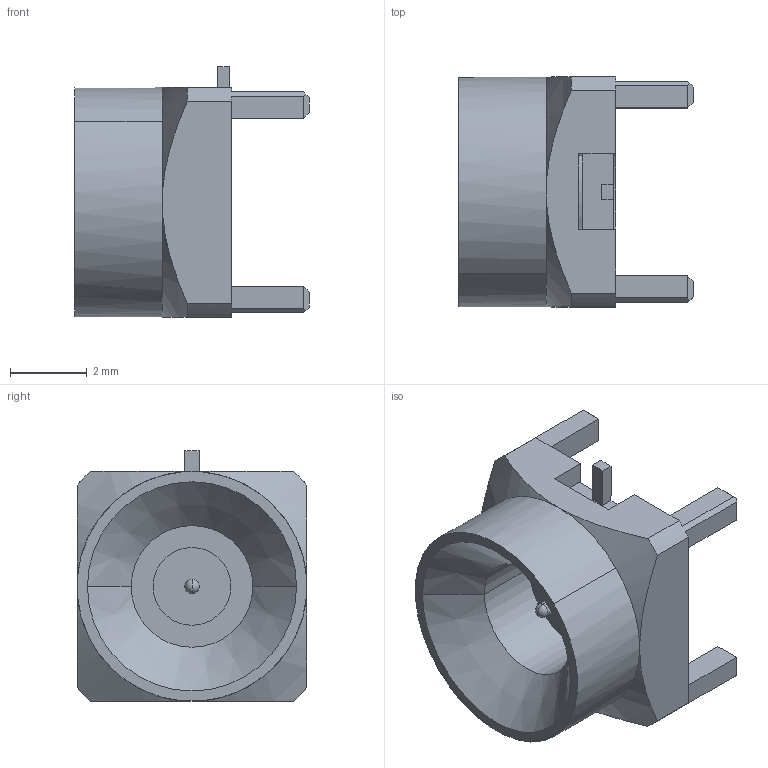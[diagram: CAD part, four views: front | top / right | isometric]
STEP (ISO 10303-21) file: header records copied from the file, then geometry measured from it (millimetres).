
FILE_DESCRIPTION((''),'2;1');
FILE_NAME('SMP-MSCM-PCS-10','2019-12-24T',('Krishnaprasath'),(''),'CREO PARAMETRIC BY PTC INC, 2018360','CREO PARAMETRIC BY PTC INC, 2018360','');
FILE_SCHEMA(('CONFIG_CONTROL_DESIGN'));
Length unit declared in the file: millimetre
Products named in the file (1): SMP-MSCM-PCS-10
Bounding box: 6.13 x 6 x 6.54 mm (x, y, z)
Volume: 98.9 mm3; surface area: 202.7 mm2
Topology: 1 solids, 1 shells, 80 faces, 208 edges, 131 vertices
Faces by surface type: plane 53, cylinder 19, cone 6, sphere 2
Entity records: 2518 total; most frequent: CARTESIAN_POINT 521, ORIENTED_EDGE 412, DIRECTION 400, EDGE_CURVE 206, VECTOR 140, LINE 140, VERTEX_POINT 131, AXIS2_PLACEMENT_3D 130
